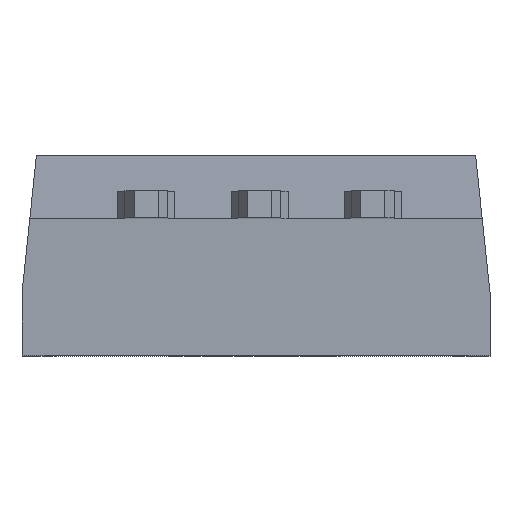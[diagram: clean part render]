
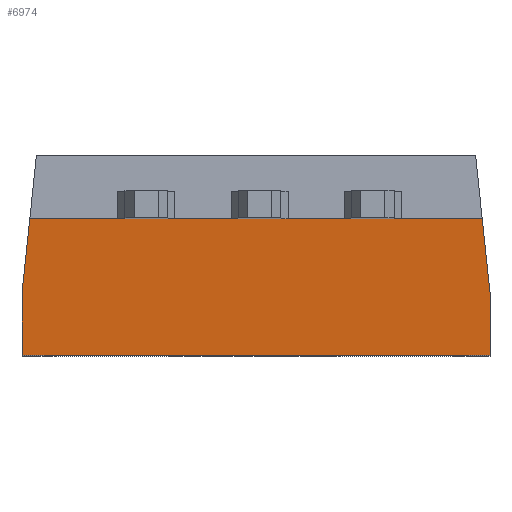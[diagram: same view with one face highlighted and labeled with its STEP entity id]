
A CAD part, top view. The second image highlights one B-rep face of the part: STEP entity #6974.
In plain terms, the highlighted planar face has unit normal (0, -0.07, 0.998).
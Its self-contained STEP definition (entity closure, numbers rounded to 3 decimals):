
#909=FACE_OUTER_BOUND('',#1317,.T.);
#1317=EDGE_LOOP('',(#6158,#6159,#6160,#6161,#6162,#6163,#6164,#6165));
#1922=LINE('',#12861,#2604);
#1924=LINE('',#12865,#2606);
#1925=LINE('',#12867,#2607);
#1926=LINE('',#12869,#2608);
#1927=LINE('',#12871,#2609);
#1928=LINE('',#12873,#2610);
#1929=LINE('',#12875,#2611);
#1930=LINE('',#12876,#2612);
#2604=VECTOR('',#8281,10.);
#2606=VECTOR('',#8285,10.);
#2607=VECTOR('',#8286,10.);
#2608=VECTOR('',#8287,10.);
#2609=VECTOR('',#8288,10.);
#2610=VECTOR('',#8289,10.);
#2611=VECTOR('',#8290,10.);
#2612=VECTOR('',#8291,10.);
#3317=VERTEX_POINT('',#12858);
#3318=VERTEX_POINT('',#12860);
#3319=VERTEX_POINT('',#12864);
#3320=VERTEX_POINT('',#12866);
#3321=VERTEX_POINT('',#12868);
#3322=VERTEX_POINT('',#12870);
#3323=VERTEX_POINT('',#12872);
#3324=VERTEX_POINT('',#12874);
#4283=EDGE_CURVE('',#3318,#3317,#1922,.T.);
#4285=EDGE_CURVE('',#3317,#3319,#1924,.F.);
#4286=EDGE_CURVE('',#3319,#3320,#1925,.T.);
#4287=EDGE_CURVE('',#3320,#3321,#1926,.T.);
#4288=EDGE_CURVE('',#3321,#3322,#1927,.T.);
#4289=EDGE_CURVE('',#3322,#3323,#1928,.T.);
#4290=EDGE_CURVE('',#3323,#3324,#1929,.T.);
#4291=EDGE_CURVE('',#3324,#3318,#1930,.T.);
#6158=ORIENTED_EDGE('',*,*,#4283,.T.);
#6159=ORIENTED_EDGE('',*,*,#4285,.T.);
#6160=ORIENTED_EDGE('',*,*,#4286,.T.);
#6161=ORIENTED_EDGE('',*,*,#4287,.T.);
#6162=ORIENTED_EDGE('',*,*,#4288,.T.);
#6163=ORIENTED_EDGE('',*,*,#4289,.T.);
#6164=ORIENTED_EDGE('',*,*,#4290,.T.);
#6165=ORIENTED_EDGE('',*,*,#4291,.T.);
#6596=PLANE('',#7254);
#6974=ADVANCED_FACE('',(#909),#6596,.T.);
#7254=AXIS2_PLACEMENT_3D('',#12863,#8283,#8284);
#8281=DIRECTION('',(0.,-0.998,-0.07));
#8283=DIRECTION('center_axis',(0.,-0.07,
0.998));
#8284=DIRECTION('ref_axis',(1.,0.,0.));
#8285=DIRECTION('',(-1.,0.,0.));
#8286=DIRECTION('',(0.,0.998,0.07));
#8287=DIRECTION('',(0.,0.998,0.07));
#8288=DIRECTION('',(-0.104,0.992,0.069));
#8289=DIRECTION('',(-1.,0.,0.));
#8290=DIRECTION('',(-0.104,-0.992,-0.069));
#8291=DIRECTION('',(0.,-0.998,-0.07));
#12858=CARTESIAN_POINT('',(-51.566,0.,-18.984));
#12860=CARTESIAN_POINT('',(-51.566,1.4,-18.887));
#12861=CARTESIAN_POINT('',(-51.566,0.03,-18.982));
#12863=CARTESIAN_POINT('Origin',(-48.94,0.905,-18.921));
#12864=CARTESIAN_POINT('',(-41.063,0.,-18.984));
#12865=CARTESIAN_POINT('',(-47.627,0.,-18.984));
#12866=CARTESIAN_POINT('',(-41.063,1.4,-18.887));
#12867=CARTESIAN_POINT('',(-41.063,0.46,-18.952));
#12868=CARTESIAN_POINT('',(-41.063,1.401,-18.886));
#12869=CARTESIAN_POINT('',(-41.063,0.46,-18.952));
#12870=CARTESIAN_POINT('',(-41.239,3.071,-18.77));
#12871=CARTESIAN_POINT('',(-41.186,2.568,-18.805));
#12872=CARTESIAN_POINT('',(-51.39,3.071,-18.77));
#12873=CARTESIAN_POINT('',(-50.253,3.071,-18.77));
#12874=CARTESIAN_POINT('',(-51.566,1.401,-18.886));
#12875=CARTESIAN_POINT('',(-51.494,2.084,-18.839));
#12876=CARTESIAN_POINT('',(-51.566,0.03,-18.982));
